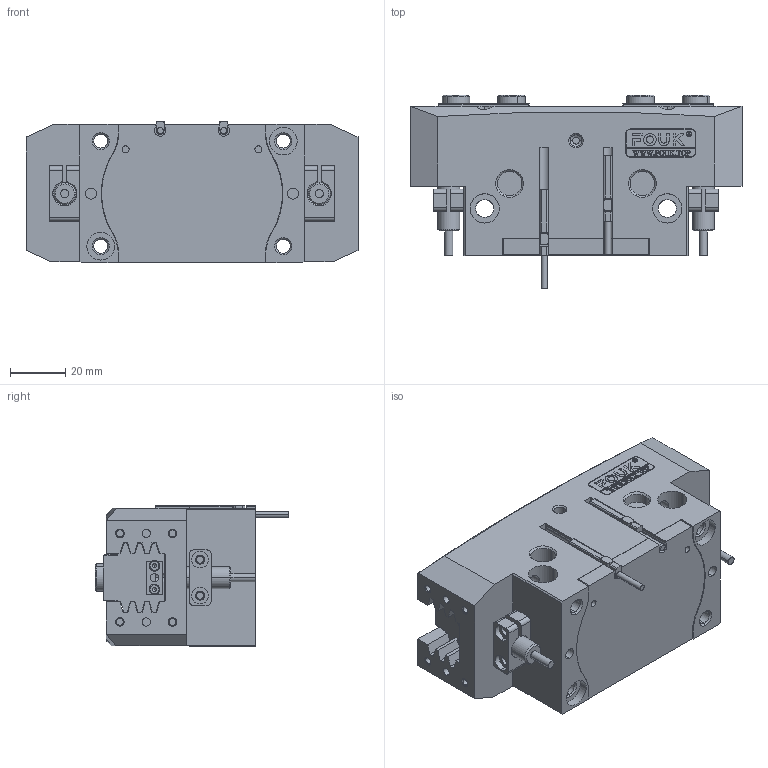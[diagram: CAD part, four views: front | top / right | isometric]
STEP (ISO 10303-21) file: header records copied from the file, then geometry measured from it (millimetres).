
FILE_DESCRIPTION (( 'STEP AP203' ), '1' );
FILE_NAME ('FR46-120.STEP', '2024-12-27T06:07:11', ( 'USER-' ), ( 'Microsoft' ), 'SwSTEP 2.0', 'SolidWorks 2018', '' );
FILE_SCHEMA (( 'CONFIG_CONTROL_DESIGN' ));
Length unit declared in the file: millimetre
Products named in the file (13): TRT46-120-M-01 喘倛褲极; 昹親棠覜羲壽; ﾏ擎ﾗ10｡ﾁ6; TRT46-120-M-02 喘倛賑輸; TRT46-120-M-06 笢猾え; 埴翐芛_GB_FASTENER_SCREWS_HSHCS M2X8-N; P-GS-T-01 喘倛蚚標釱; TRT46-120-M-05 菁裔啣; 揤輸杅耀.sldasm-Part-9; FR46-120; 揤輸蚾饜极; 8x18諉輪羲壽; 25x10-R1.5
Assembly tree (21 placements, depth 3):
  FR46-120
    TRT46-120-M-01 喘倛褲极
    TRT46-120-M-02 喘倛賑輸  x2
    TRT46-120-M-05 菁裔啣
    TRT46-120-M-06 笢猾え
    P-GS-T-01 喘倛蚚標釱  x2
    8x18諉輪羲壽  x2
    25x10-R1.5
    揤輸蚾饜极  x2
      揤輸杅耀.sldasm-Part-9
      埴翐芛_GB_FASTENER_SCREWS_HSHCS M2X8-N
    昹親棠覜羲壽  x2
    ﾏ擎ﾗ10｡ﾁ6  x4
Bounding box: 120 x 70.11 x 51.2 mm (x, y, z)
Volume: 246142.4 mm3; surface area: 76386.1 mm2
Topology: 22 solids, 49 shells, 1458 faces, 3658 edges, 2334 vertices
Faces by surface type: plane 678, cylinder 383, cone 234, bspline 155, torus 8
Entity records: 42005 total; most frequent: CARTESIAN_POINT 13002, ORIENTED_EDGE 5788, DIRECTION 5366, EDGE_CURVE 2894, VERTEX_POINT 1895, AXIS2_PLACEMENT_3D 1799, LINE 1768, VECTOR 1768
